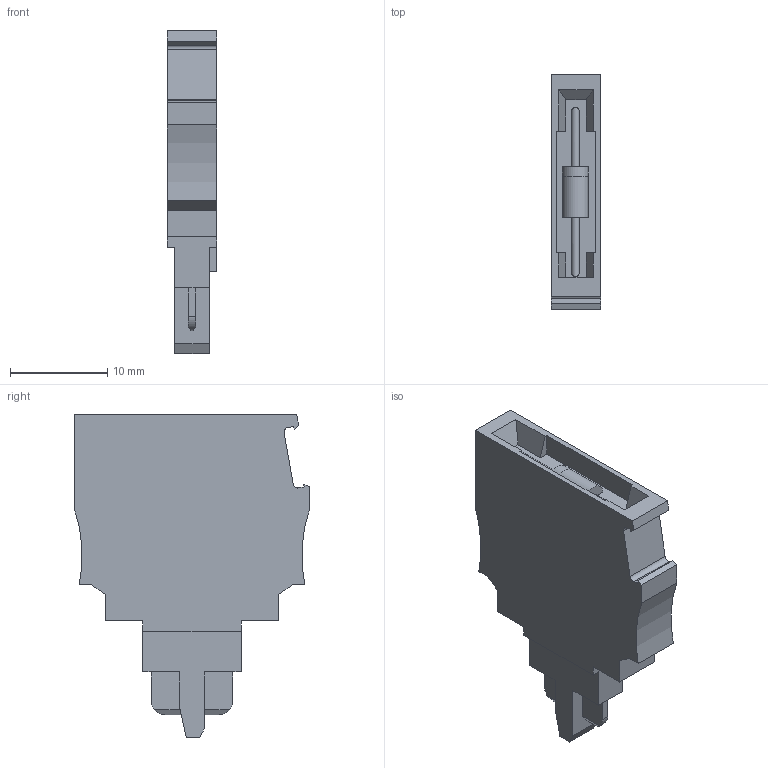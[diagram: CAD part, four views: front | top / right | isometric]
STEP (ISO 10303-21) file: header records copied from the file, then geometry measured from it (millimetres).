
FILE_DESCRIPTION(('Creo Elements/Direct Modeling STEP Export'),'2;1');
FILE_NAME('model.stp','2021-02-23T 0:20:58',(''),(''),'Creo Elements/Direct Modeling STEP processor for AP214 (Solid Model)','Creo Elements/Direct Modeling 20.1D 10-Oct-2020 (C) Parametric Technology GmbH','');
FILE_SCHEMA(('AUTOMOTIVE_DESIGN { 1 0 10303 214 1 1 1 1 }'));
Length unit declared in the file: millimetre
Products named in the file (2): P-CO_1N4007_L-R-select
Assembly tree (1 placements, depth 2):
  P-CO_1N4007_L-R-select
    P-CO_1N4007_L-R-select
Bounding box: 5.1 x 24.2 x 33.25 mm (x, y, z)
Volume: 2522.7 mm3; surface area: 1789.7 mm2
Topology: 1 solids, 1 shells, 78 faces, 222 edges, 148 vertices
Faces by surface type: plane 66, cylinder 12
Entity records: 3139 total; most frequent: ORIENTED_EDGE 444, CARTESIAN_POINT 441, DIRECTION 393, EDGE_CURVE 222, VECTOR 193, LINE 193, VERTEX_POINT 148, AXIS2_PLACEMENT_3D 100
